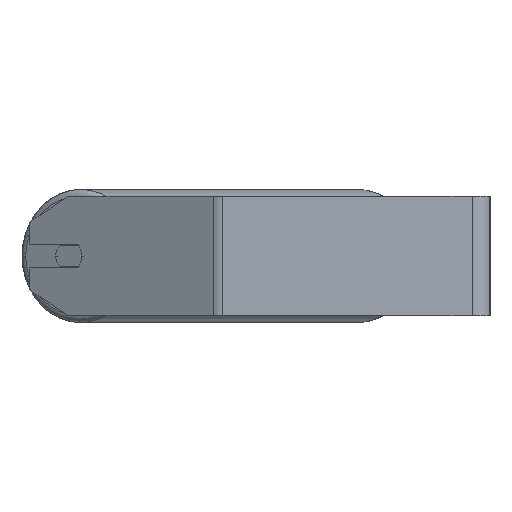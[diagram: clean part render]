
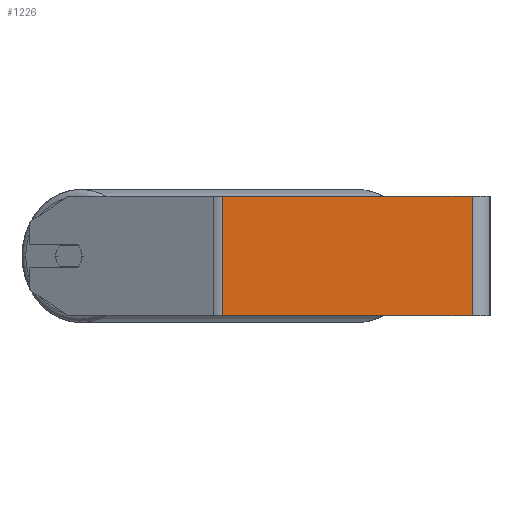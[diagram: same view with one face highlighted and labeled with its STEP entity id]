
A CAD part, left-side view. The second image highlights one B-rep face of the part: STEP entity #1226.
In plain terms, the highlighted planar face has unit normal (-1, 0, 0).
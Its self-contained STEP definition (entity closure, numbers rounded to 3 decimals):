
#76 = ORIENTED_EDGE ( 'NONE', *, *, #1118, .F. ) ;
#365 = CARTESIAN_POINT ( 'NONE',  ( -420., 178.507, 40. ) ) ;
#480 = LINE ( 'NONE', #3751, #5521 ) ;
#788 = ORIENTED_EDGE ( 'NONE', *, *, #6213, .T. ) ;
#1026 = VERTEX_POINT ( 'NONE', #4614 ) ;
#1065 = CARTESIAN_POINT ( 'NONE',  ( -420., 181.722, 40. ) ) ;
#1118 = EDGE_CURVE ( 'NONE', #1026, #1629, #4243, .T. ) ;
#1226 = ADVANCED_FACE ( 'NONE', ( #5485 ), #3898, .F. ) ;
#1618 = VECTOR ( 'NONE', #5416, 1000. ) ;
#1629 = VERTEX_POINT ( 'NONE', #4917 ) ;
#1930 = VECTOR ( 'NONE', #5847, 1000. ) ;
#2135 = DIRECTION ( 'NONE',  ( 0., 0., -1. ) ) ;
#2149 = CARTESIAN_POINT ( 'NONE',  ( -420., 178.507, -40. ) ) ;
#2599 = LINE ( 'NONE', #3085, #1930 ) ;
#2652 = LINE ( 'NONE', #365, #4632 ) ;
#2678 = AXIS2_PLACEMENT_3D ( 'NONE', #1065, #6782, #2135 ) ;
#3085 = CARTESIAN_POINT ( 'NONE',  ( -420., 181.722, -40. ) ) ;
#3751 = CARTESIAN_POINT ( 'NONE',  ( -420., 181.722, 40. ) ) ;
#3774 = ORIENTED_EDGE ( 'NONE', *, *, #4738, .F. ) ;
#3778 = CARTESIAN_POINT ( 'NONE',  ( -420., 178.507, 40. ) ) ;
#3787 = DIRECTION ( 'NONE',  ( 0., 0., -1. ) ) ;
#3898 = PLANE ( 'NONE',  #2678 ) ;
#4243 = LINE ( 'NONE', #6559, #1618 ) ;
#4614 = CARTESIAN_POINT ( 'NONE',  ( -420., 12., 40. ) ) ;
#4632 = VECTOR ( 'NONE', #3787, 1000. ) ;
#4738 = EDGE_CURVE ( 'NONE', #5075, #1026, #480, .T. ) ;
#4917 = CARTESIAN_POINT ( 'NONE',  ( -420., 12., -40. ) ) ;
#5075 = VERTEX_POINT ( 'NONE', #3778 ) ;
#5416 = DIRECTION ( 'NONE',  ( 0., 0., -1. ) ) ;
#5441 = VERTEX_POINT ( 'NONE', #2149 ) ;
#5485 = FACE_OUTER_BOUND ( 'NONE', #5664, .T. ) ;
#5521 = VECTOR ( 'NONE', #6556, 1000. ) ;
#5664 = EDGE_LOOP ( 'NONE', ( #6297, #76, #3774, #788 ) ) ;
#5847 = DIRECTION ( 'NONE',  ( 0., -1., 0. ) ) ;
#6213 = EDGE_CURVE ( 'NONE', #5075, #5441, #2652, .T. ) ;
#6297 = ORIENTED_EDGE ( 'NONE', *, *, #6464, .T. ) ;
#6464 = EDGE_CURVE ( 'NONE', #5441, #1629, #2599, .T. ) ;
#6556 = DIRECTION ( 'NONE',  ( 0., -1., 0. ) ) ;
#6559 = CARTESIAN_POINT ( 'NONE',  ( -420., 12., 40. ) ) ;
#6782 = DIRECTION ( 'NONE',  ( 1., 0., 0. ) ) ;
